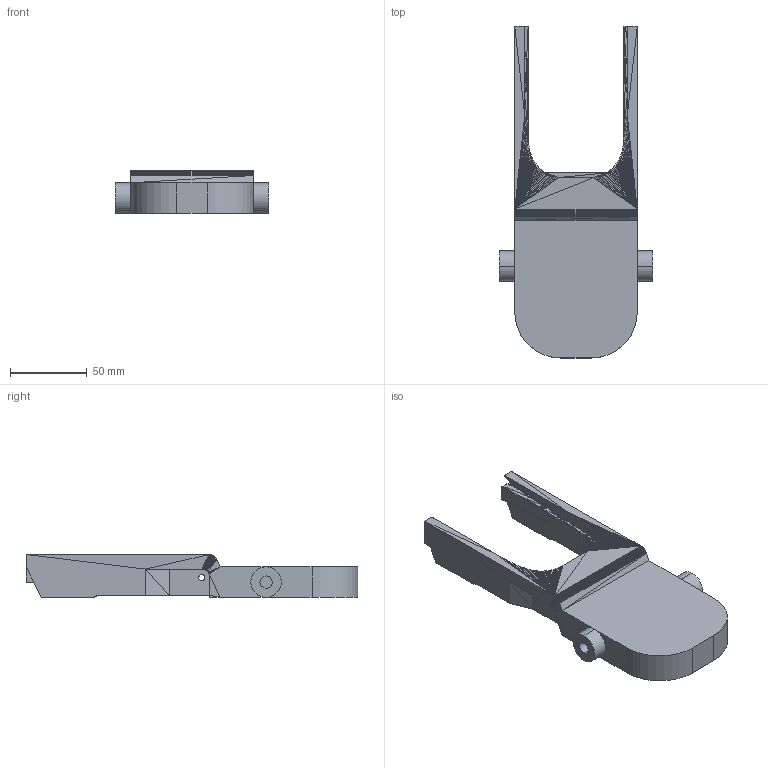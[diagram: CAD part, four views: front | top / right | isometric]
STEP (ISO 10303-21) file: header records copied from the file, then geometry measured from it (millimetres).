
FILE_DESCRIPTION (( 'STEP AP203' ), '1' );
FILE_NAME ('Salai V2_Default_sldprt.STEP', '2024-12-13T20:44:10', ( '' ), ( '' ), 'SwSTEP 2.0', 'SolidWorks 2024', '' );
FILE_SCHEMA (( 'CONFIG_CONTROL_DESIGN' ));
Length unit declared in the file: millimetre
Products named in the file (1): Salai V2_Default_sldprt
Bounding box: 100 x 216.78 x 28 mm (x, y, z)
Volume: 238455.2 mm3; surface area: 46035.4 mm2
Topology: 1 solids, 1 shells, 1391 faces, 2225 edges, 834 vertices
Faces by surface type: plane 1378, cylinder 13
Entity records: 28491 total; most frequent: DIRECTION 5035, CARTESIAN_POINT 4454, ORIENTED_EDGE 4450, EDGE_CURVE 2225, LINE 2197, VECTOR 2197, AXIS2_PLACEMENT_3D 1419, EDGE_LOOP 1395
